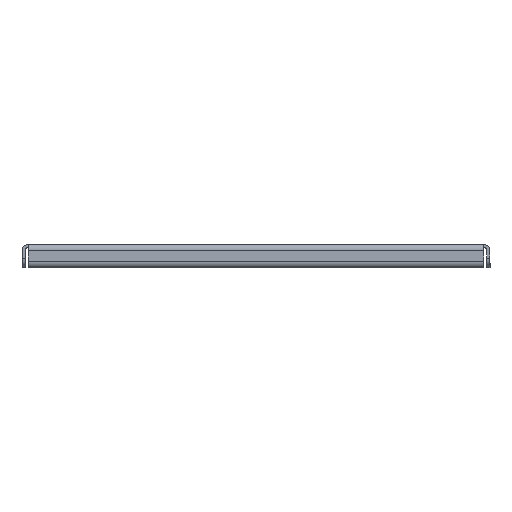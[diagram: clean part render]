
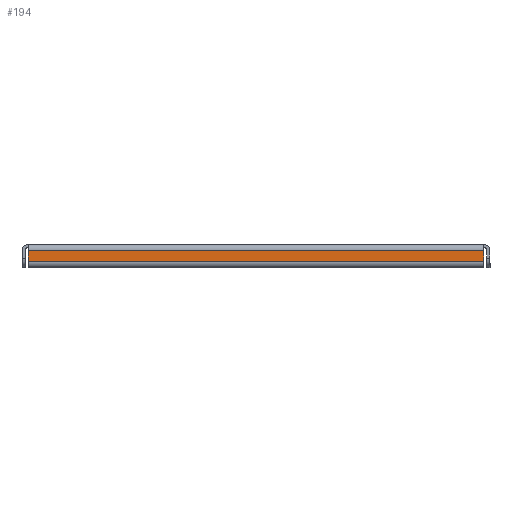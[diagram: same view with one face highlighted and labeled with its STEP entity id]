
A CAD part, front view. The second image highlights one B-rep face of the part: STEP entity #194.
In plain terms, the highlighted planar face has unit normal (0, -1, 0).
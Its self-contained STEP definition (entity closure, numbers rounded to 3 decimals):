
#10 = LINE ( 'NONE', #1903, #1471 ) ;
#142 = ORIENTED_EDGE ( 'NONE', *, *, #1193, .F. ) ;
#194 = ADVANCED_FACE ( 'NONE', ( #1367 ), #2088, .F. ) ;
#206 = LINE ( 'NONE', #1351, #1993 ) ;
#214 = DIRECTION ( 'NONE',  ( 0., 0., 1. ) ) ;
#250 = VECTOR ( 'NONE', #872, 1000. ) ;
#272 = CARTESIAN_POINT ( 'NONE',  ( 145.5, -350., -4. ) ) ;
#289 = VERTEX_POINT ( 'NONE', #1710 ) ;
#308 = VERTEX_POINT ( 'NONE', #272 ) ;
#444 = CARTESIAN_POINT ( 'NONE',  ( -145.5, -350., -11. ) ) ;
#464 = LINE ( 'NONE', #2061, #250 ) ;
#555 = VECTOR ( 'NONE', #2052, 1000. ) ;
#570 = CARTESIAN_POINT ( 'NONE',  ( -145.5, -350., -11. ) ) ;
#872 = DIRECTION ( 'NONE',  ( 0., 0., 1. ) ) ;
#1080 = VERTEX_POINT ( 'NONE', #570 ) ;
#1116 = DIRECTION ( 'NONE',  ( 1., 0., 0. ) ) ;
#1122 = ORIENTED_EDGE ( 'NONE', *, *, #2794, .T. ) ;
#1179 = AXIS2_PLACEMENT_3D ( 'NONE', #2338, #2299, #214 ) ;
#1193 = EDGE_CURVE ( 'NONE', #1486, #308, #206, .T. ) ;
#1351 = CARTESIAN_POINT ( 'NONE',  ( 145.5, -350., -4. ) ) ;
#1367 = FACE_OUTER_BOUND ( 'NONE', #1622, .T. ) ;
#1471 = VECTOR ( 'NONE', #2141, 1000. ) ;
#1486 = VERTEX_POINT ( 'NONE', #2419 ) ;
#1622 = EDGE_LOOP ( 'NONE', ( #1122, #2663, #142, #1916 ) ) ;
#1710 = CARTESIAN_POINT ( 'NONE',  ( 145.5, -350., -11. ) ) ;
#1903 = CARTESIAN_POINT ( 'NONE',  ( 145.5, -350., -2. ) ) ;
#1916 = ORIENTED_EDGE ( 'NONE', *, *, #2200, .F. ) ;
#1993 = VECTOR ( 'NONE', #1116, 1000. ) ;
#2052 = DIRECTION ( 'NONE',  ( 1., 0., 0. ) ) ;
#2061 = CARTESIAN_POINT ( 'NONE',  ( -145.5, -350., -15. ) ) ;
#2088 = PLANE ( 'NONE',  #1179 ) ;
#2141 = DIRECTION ( 'NONE',  ( 0., 0., -1. ) ) ;
#2200 = EDGE_CURVE ( 'NONE', #1080, #1486, #464, .T. ) ;
#2299 = DIRECTION ( 'NONE',  ( 0., 1., 0. ) ) ;
#2338 = CARTESIAN_POINT ( 'NONE',  ( 0., -350., 0. ) ) ;
#2419 = CARTESIAN_POINT ( 'NONE',  ( -145.5, -350., -4. ) ) ;
#2497 = EDGE_CURVE ( 'NONE', #308, #289, #10, .T. ) ;
#2663 = ORIENTED_EDGE ( 'NONE', *, *, #2497, .F. ) ;
#2757 = LINE ( 'NONE', #444, #555 ) ;
#2794 = EDGE_CURVE ( 'NONE', #1080, #289, #2757, .T. ) ;
